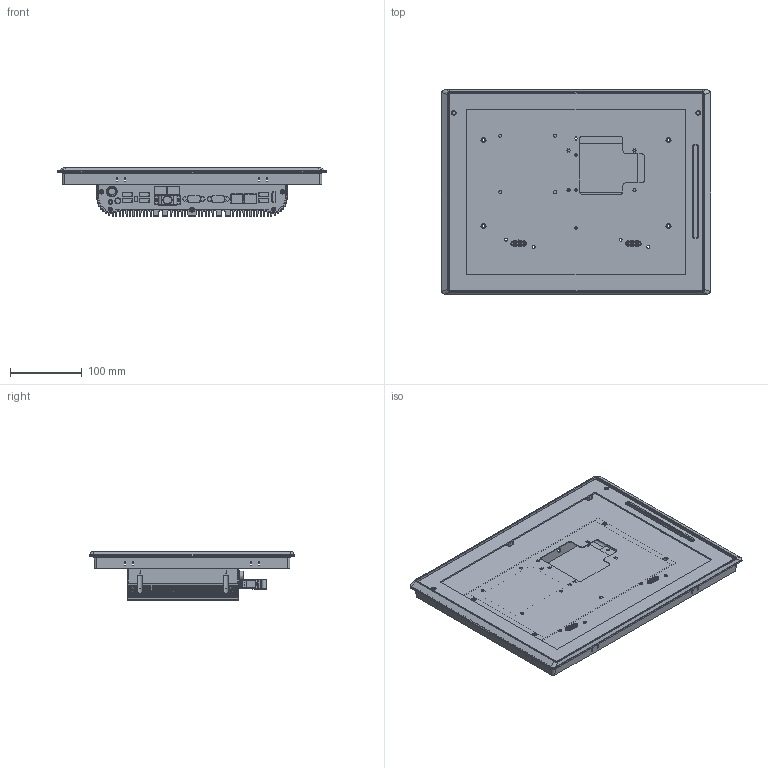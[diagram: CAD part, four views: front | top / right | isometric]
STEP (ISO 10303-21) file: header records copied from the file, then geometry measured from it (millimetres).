
FILE_DESCRIPTION (( 'STEP AP214' ), '1' );
FILE_NAME ('IFC-815R.STEP', '2025-03-15T00:40:09', ( '' ), ( '' ), 'SwSTEP 2.0', 'SolidWorks 2024', '' );
FILE_SCHEMA (( 'AUTOMOTIVE_DESIGN' ));
Length unit declared in the file: millimetre
Products named in the file (1): IFC-815R
Bounding box: 376.13 x 285.33 x 68.9 mm (x, y, z)
Volume: 871289.7 mm3; surface area: 695813.5 mm2
Topology: 27 solids, 27 shells, 3825 faces, 10622 edges, 7013 vertices
Faces by surface type: plane 1832, cylinder 1614, cone 176, bspline 162, torus 41
Entity records: 146395 total; most frequent: CARTESIAN_POINT 49656, ORIENTED_EDGE 21172, DIRECTION 18350, EDGE_CURVE 10586, VERTEX_POINT 7013, VECTOR 6394, LINE 6394, AXIS2_PLACEMENT_3D 5978
